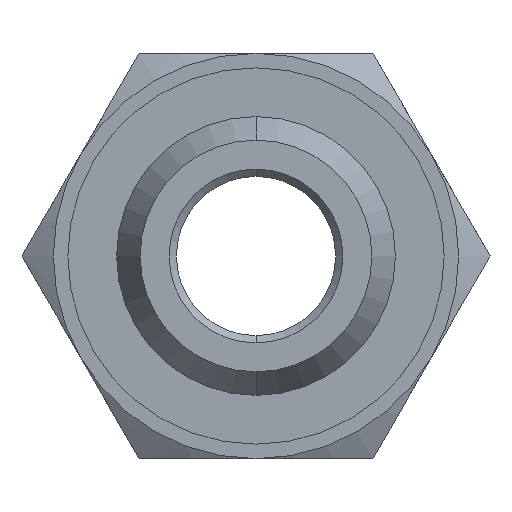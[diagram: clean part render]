
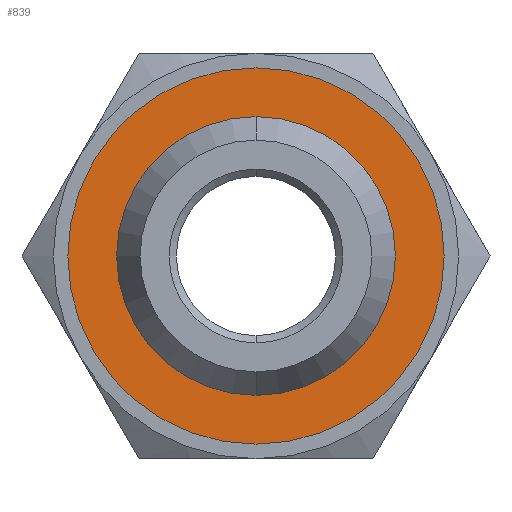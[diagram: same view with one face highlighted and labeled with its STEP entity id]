
A CAD part, front view. The second image highlights one B-rep face of the part: STEP entity #839.
In plain terms, the highlighted planar face has unit normal (0, -1, 0).
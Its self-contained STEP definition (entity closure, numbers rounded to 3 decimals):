
#6 = DIRECTION ( 'NONE',  ( 0., 0., -1. ) ) ;
#17 = CARTESIAN_POINT ( 'NONE',  ( 0., 6., 0. ) ) ;
#37 = AXIS2_PLACEMENT_3D ( 'NONE', #17, #540, #6 ) ;
#54 = AXIS2_PLACEMENT_3D ( 'NONE', #507, #560, #661 ) ;
#86 = ORIENTED_EDGE ( 'NONE', *, *, #616, .T. ) ;
#88 = CARTESIAN_POINT ( 'NONE',  ( 0., 6., -6.5 ) ) ;
#118 = EDGE_LOOP ( 'NONE', ( #968, #911 ) ) ;
#125 = EDGE_LOOP ( 'NONE', ( #214, #86 ) ) ;
#198 = EDGE_CURVE ( 'NONE', #749, #598, #531, .T. ) ;
#214 = ORIENTED_EDGE ( 'NONE', *, *, #876, .T. ) ;
#229 = AXIS2_PLACEMENT_3D ( 'NONE', #768, #1115, #1122 ) ;
#287 = DIRECTION ( 'NONE',  ( 0., -1., 0. ) ) ;
#320 = PLANE ( 'NONE',  #229 ) ;
#353 = CIRCLE ( 'NONE', #37, 6.5 ) ;
#369 = CARTESIAN_POINT ( 'NONE',  ( 0., 6., 0. ) ) ;
#415 = CARTESIAN_POINT ( 'NONE',  ( 0., 6., 6.5 ) ) ;
#492 = FACE_BOUND ( 'NONE', #118, .T. ) ;
#501 = AXIS2_PLACEMENT_3D ( 'NONE', #764, #287, #1069 ) ;
#507 = CARTESIAN_POINT ( 'NONE',  ( 0., 6., 0. ) ) ;
#531 = CIRCLE ( 'NONE', #54, 4.815 ) ;
#540 = DIRECTION ( 'NONE',  ( 0., -1., 0. ) ) ;
#560 = DIRECTION ( 'NONE',  ( 0., -1., 0. ) ) ;
#598 = VERTEX_POINT ( 'NONE', #882 ) ;
#616 = EDGE_CURVE ( 'NONE', #822, #685, #353, .T. ) ;
#661 = DIRECTION ( 'NONE',  ( 0., 0., -1. ) ) ;
#685 = VERTEX_POINT ( 'NONE', #88 ) ;
#704 = FACE_OUTER_BOUND ( 'NONE', #125, .T. ) ;
#720 = CIRCLE ( 'NONE', #501, 6.5 ) ;
#739 = AXIS2_PLACEMENT_3D ( 'NONE', #369, #1180, #960 ) ;
#749 = VERTEX_POINT ( 'NONE', #857 ) ;
#764 = CARTESIAN_POINT ( 'NONE',  ( 0., 6., 0. ) ) ;
#768 = CARTESIAN_POINT ( 'NONE',  ( 6.5, 6., 0. ) ) ;
#822 = VERTEX_POINT ( 'NONE', #415 ) ;
#839 = ADVANCED_FACE ( 'NONE', ( #704, #492 ), #320, .T. ) ;
#844 = CIRCLE ( 'NONE', #739, 4.815 ) ;
#857 = CARTESIAN_POINT ( 'NONE',  ( 0., 6., -4.815 ) ) ;
#876 = EDGE_CURVE ( 'NONE', #685, #822, #720, .T. ) ;
#882 = CARTESIAN_POINT ( 'NONE',  ( 0., 6., 4.815 ) ) ;
#911 = ORIENTED_EDGE ( 'NONE', *, *, #1056, .F. ) ;
#960 = DIRECTION ( 'NONE',  ( 0., 0., -1. ) ) ;
#968 = ORIENTED_EDGE ( 'NONE', *, *, #198, .F. ) ;
#1056 = EDGE_CURVE ( 'NONE', #598, #749, #844, .T. ) ;
#1069 = DIRECTION ( 'NONE',  ( 0., 0., -1. ) ) ;
#1115 = DIRECTION ( 'NONE',  ( 0., -1., 0. ) ) ;
#1122 = DIRECTION ( 'NONE',  ( 0., 0., -1. ) ) ;
#1180 = DIRECTION ( 'NONE',  ( 0., -1., 0. ) ) ;
